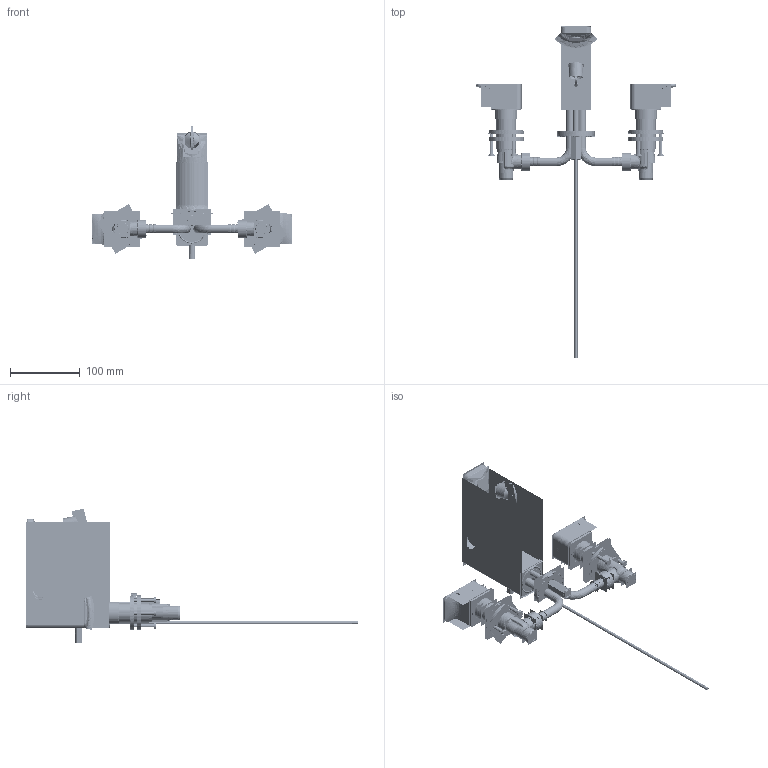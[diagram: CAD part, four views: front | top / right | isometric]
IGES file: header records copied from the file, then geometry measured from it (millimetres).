
Start section:  PTC IGES file: FFAS1303-1T1500BT0.igs
Global section: file name: FFAS1303-1T1500BT0.igs; native system: Creo Parametric by PTC Inc.; preprocessor: 2015200; author: 10114211; organization: Unknown; date: 20180809.151803; units: millimetre
Bounding box: 286.52 x 475.12 x 193.1 mm (x, y, z)
Volume: 877594.1 mm3; surface area: 5832349.5 mm2
Topology: 85 solids, 122 shells, 11686 faces, 76978 edges, 109713 vertices
Faces by surface type: revolution 6208, bspline 5470, extrusion 8
